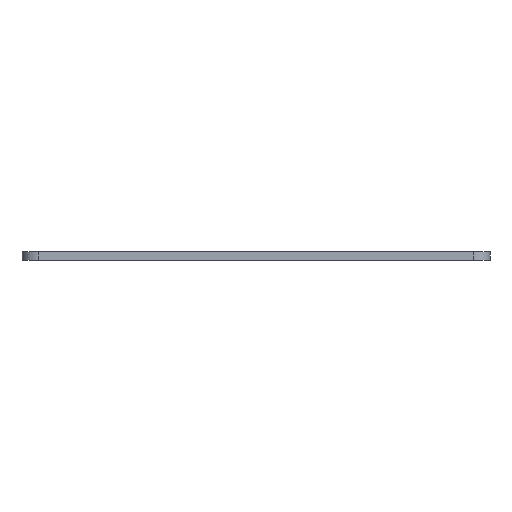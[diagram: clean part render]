
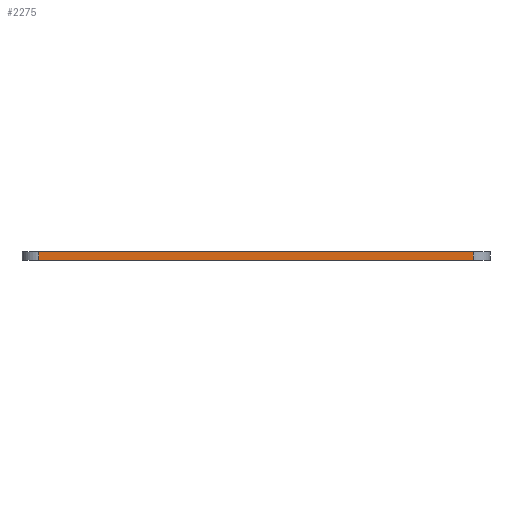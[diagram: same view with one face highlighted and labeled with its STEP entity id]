
A CAD part, left-side view. The second image highlights one B-rep face of the part: STEP entity #2275.
In plain terms, the highlighted planar face has unit normal (-1, 0, 0).
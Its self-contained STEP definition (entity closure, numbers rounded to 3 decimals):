
#97=PLANE('',#2517);
#207=FACE_OUTER_BOUND('',#319,.T.);
#319=EDGE_LOOP('',(#1873,#1874,#1875,#1876));
#561=LINE('',#3842,#771);
#562=LINE('',#3845,#772);
#563=LINE('',#3847,#773);
#564=LINE('',#3848,#774);
#771=VECTOR('',#3175,10.);
#772=VECTOR('',#3178,1.);
#773=VECTOR('',#3179,1.);
#774=VECTOR('',#3180,10.);
#1111=VERTEX_POINT('',#3838);
#1112=VERTEX_POINT('',#3840);
#1113=VERTEX_POINT('',#3844);
#1114=VERTEX_POINT('',#3846);
#1437=EDGE_CURVE('',#1111,#1112,#561,.T.);
#1438=EDGE_CURVE('',#1111,#1113,#562,.T.);
#1439=EDGE_CURVE('',#1114,#1112,#563,.T.);
#1440=EDGE_CURVE('',#1113,#1114,#564,.T.);
#1873=ORIENTED_EDGE('',*,*,#1438,.F.);
#1874=ORIENTED_EDGE('',*,*,#1437,.T.);
#1875=ORIENTED_EDGE('',*,*,#1439,.F.);
#1876=ORIENTED_EDGE('',*,*,#1440,.F.);
#2275=ADVANCED_FACE('',(#207),#97,.T.);
#2517=AXIS2_PLACEMENT_3D('',#3843,#3176,#3177);
#3175=DIRECTION('',(0.,0.,1.));
#3176=DIRECTION('center_axis',(-1.,0.,0.));
#3177=DIRECTION('ref_axis',(0.,-1.,0.));
#3178=DIRECTION('',(0.,1.,0.));
#3179=DIRECTION('',(0.,-1.,0.));
#3180=DIRECTION('',(0.,0.,1.));
#3838=CARTESIAN_POINT('',(306.737,-205.867,1.6));
#3840=CARTESIAN_POINT('',(306.737,-205.867,4.1));
#3842=CARTESIAN_POINT('',(306.737,-205.867,1.6));
#3843=CARTESIAN_POINT('Origin',(306.737,-82.042,1.6));
#3844=CARTESIAN_POINT('',(306.737,-82.042,1.6));
#3845=CARTESIAN_POINT('',(306.737,-205.867,1.6));
#3846=CARTESIAN_POINT('',(306.737,-82.042,4.1));
#3847=CARTESIAN_POINT('',(306.737,-205.867,4.1));
#3848=CARTESIAN_POINT('',(306.737,-82.042,1.6));
